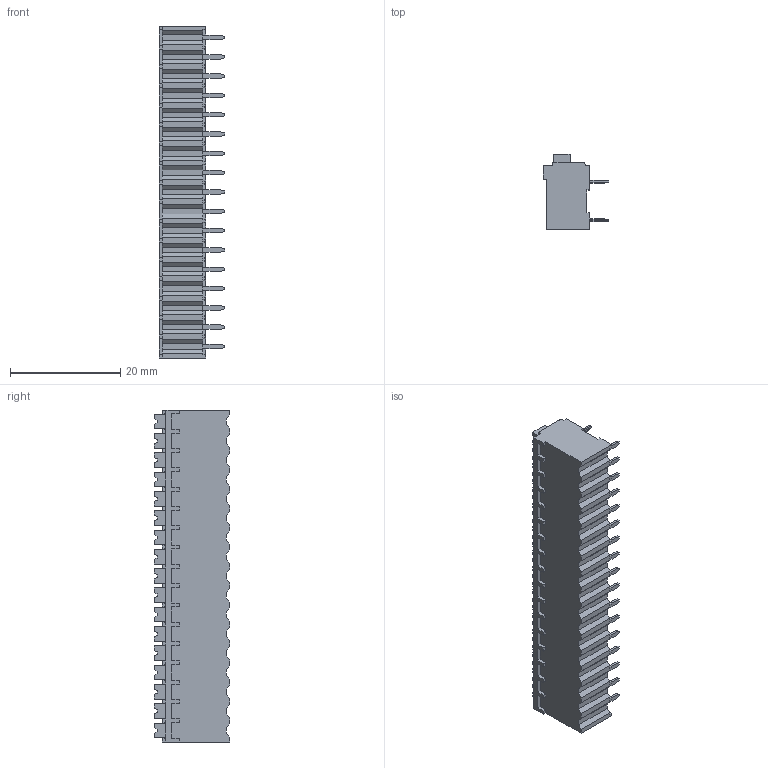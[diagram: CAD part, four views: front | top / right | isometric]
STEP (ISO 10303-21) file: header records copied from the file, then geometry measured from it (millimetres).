
FILE_DESCRIPTION((''),'2;1');
FILE_NAME('TLM-004RT-3_50-XXP-X','2024-09-29T',('sj'),(''),'PRO/ENGINEER BY PARAMETRIC TECHNOLOGY CORPORATION, 2015240','PRO/ENGINEER BY PARAMETRIC TECHNOLOGY CORPORATION, 2015240','');
FILE_SCHEMA(('CONFIG_CONTROL_DESIGN','SHAPE_APPEARANCE_LAYERS_GROUPS'));
Length unit declared in the file: millimetre
Products named in the file (1): TLM-004RT-3_50-XXP-X
Bounding box: 11.9 x 13.65 x 60.2 mm (x, y, z)
Volume: 5162.6 mm3; surface area: 4449.1 mm2
Topology: 1 solids, 1 shells, 1342 faces, 3765 edges, 2510 vertices
Faces by surface type: plane 1188, cylinder 154
Entity records: 42953 total; most frequent: CARTESIAN_POINT 8059, ORIENTED_EDGE 7530, DIRECTION 6723, EDGE_CURVE 3765, VECTOR 3287, LINE 3287, VERTEX_POINT 2510, AXIS2_PLACEMENT_3D 1718
